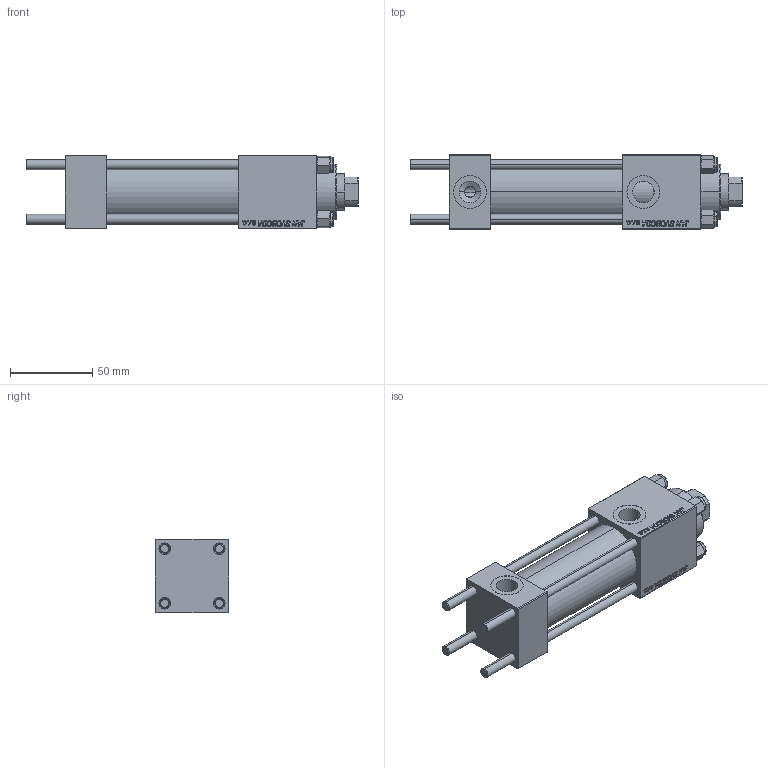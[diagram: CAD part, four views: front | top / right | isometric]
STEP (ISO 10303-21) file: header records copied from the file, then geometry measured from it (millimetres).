
FILE_DESCRIPTION (( 'STEP AP203' ), '1' );
FILE_NAME ('00e6.STEP', '2022-10-03T14:54:44', ( '' ), ( '' ), 'SwSTEP 2.0', 'SolidWorks 2019', '' );
FILE_SCHEMA (( 'CONFIG_CONTROL_DESIGN' ));
Length unit declared in the file: millimetre
Products named in the file (6): V215_VC_A 643dfd7b621203dfdcf9600f49d0063d; NUT_M5 643dfd7b621203dfdcf9600f49d0063d; V215CR_VCP 643dfd7b621203dfdcf9600f49d0063d; 00e6; CR025_012_A_0_G_A_G_M_020_+#_##_TYCINKA 643dfd7b621203dfdcf9600f49d0063d; V215CR_BODY_A 643dfd7b621203dfdcf9600f49d0063d
Assembly tree (11 placements, depth 2):
  00e6
    V215CR_BODY_A 643dfd7b621203dfdcf9600f49d0063d
    CR025_012_A_0_G_A_G_M_020_+#_##_TYCINKA 643dfd7b621203dfdcf9600f49d0063d  x4
    NUT_M5 643dfd7b621203dfdcf9600f49d0063d  x4
    V215CR_VCP 643dfd7b621203dfdcf9600f49d0063d
    V215_VC_A 643dfd7b621203dfdcf9600f49d0063d
Bounding box: 202 x 45 x 45 mm (x, y, z)
Volume: 238800.3 mm3; surface area: 88241.2 mm2
Topology: 11 solids, 11 shells, 1139 faces, 2867 edges, 1859 vertices
Faces by surface type: plane 521, bspline 392, cone 136, cylinder 82, torus 8
Entity records: 50061 total; most frequent: CARTESIAN_POINT 27086, ORIENTED_EDGE 5226, DIRECTION 3265, EDGE_CURVE 2613, VERTEX_POINT 1715, VECTOR 1589, LINE 1589, EDGE_LOOP 1148
